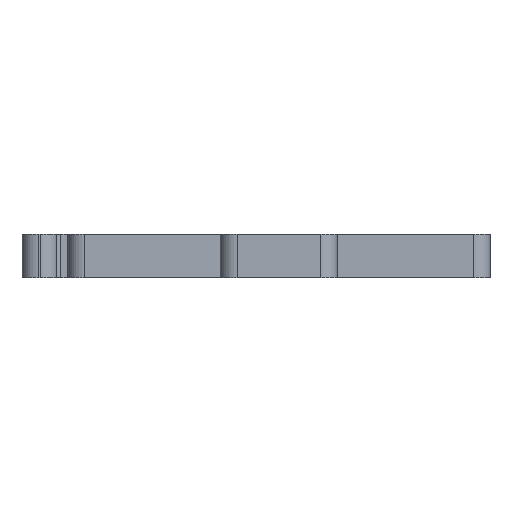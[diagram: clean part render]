
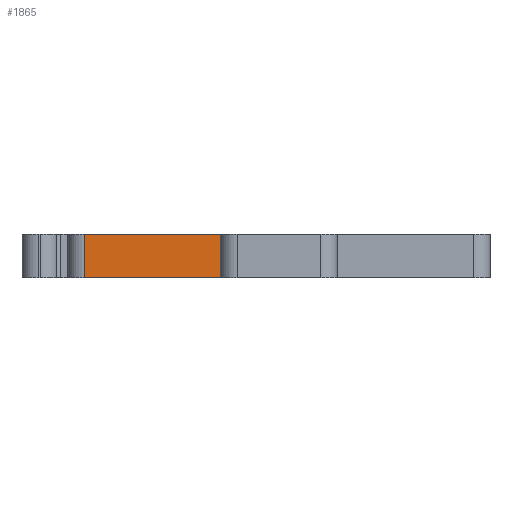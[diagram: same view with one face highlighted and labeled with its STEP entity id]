
A CAD part, front view. The second image highlights one B-rep face of the part: STEP entity #1865.
In plain terms, the highlighted planar face has unit normal (0, -1, 0).
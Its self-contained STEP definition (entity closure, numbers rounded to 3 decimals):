
#59=LINE('',#2849,#214);
#128=LINE('',#3136,#283);
#146=LINE('',#3197,#301);
#153=LINE('',#3212,#308);
#214=VECTOR('',#2271,10.);
#283=VECTOR('',#2524,10.);
#301=VECTOR('',#2584,10.);
#308=VECTOR('',#2607,10.);
#471=FACE_OUTER_BOUND('',#612,.T.);
#612=EDGE_LOOP('',(#1550,#1551,#1552,#1553));
#803=VERTEX_POINT('',#2847);
#804=VERTEX_POINT('',#2848);
#929=VERTEX_POINT('',#3133);
#930=VERTEX_POINT('',#3135);
#989=EDGE_CURVE('',#803,#804,#59,.T.);
#1132=EDGE_CURVE('',#929,#930,#128,.T.);
#1164=EDGE_CURVE('',#803,#930,#146,.T.);
#1171=EDGE_CURVE('',#804,#929,#153,.T.);
#1550=ORIENTED_EDGE('',*,*,#1164,.T.);
#1551=ORIENTED_EDGE('',*,*,#1132,.F.);
#1552=ORIENTED_EDGE('',*,*,#1171,.F.);
#1553=ORIENTED_EDGE('',*,*,#989,.F.);
#1788=PLANE('',#2106);
#1865=ADVANCED_FACE('',(#471),#1788,.T.);
#2106=AXIS2_PLACEMENT_3D('',#3211,#2605,#2606);
#2271=DIRECTION('',(-1.,0.,0.));
#2524=DIRECTION('',(1.,0.,0.));
#2584=DIRECTION('',(0.,0.,1.));
#2605=DIRECTION('center_axis',(0.,-1.,0.));
#2606=DIRECTION('ref_axis',(1.,0.,0.));
#2607=DIRECTION('',(0.,0.,1.));
#2847=CARTESIAN_POINT('',(-5.65,-25.2,0.));
#2848=CARTESIAN_POINT('',(-23.65,-25.2,0.));
#2849=CARTESIAN_POINT('',(-0.65,-25.2,0.));
#3133=CARTESIAN_POINT('',(-23.65,-25.2,5.1));
#3135=CARTESIAN_POINT('',(-5.65,-25.2,5.1));
#3136=CARTESIAN_POINT('',(-0.65,-25.2,5.1));
#3197=CARTESIAN_POINT('',(-5.65,-25.2,2.55));
#3211=CARTESIAN_POINT('Origin',(-23.65,-25.2,0.));
#3212=CARTESIAN_POINT('',(-23.65,-25.2,0.));
